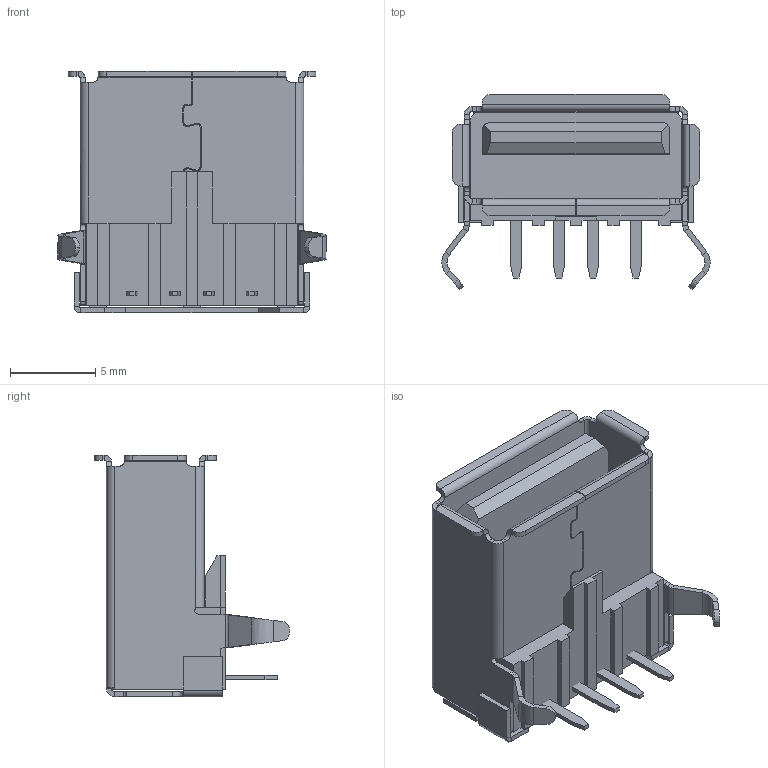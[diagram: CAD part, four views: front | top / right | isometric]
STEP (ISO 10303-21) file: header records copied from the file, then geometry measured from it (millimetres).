
FILE_DESCRIPTION(('FreeCAD Model'),'2;1');
FILE_NAME('USB_A_H.step', '2018-04-14T07:56:42',('Author'),(''), 'Open CASCADE STEP processor 7.1','FreeCAD','Unknown');
FILE_SCHEMA(('AUTOMOTIVE_DESIGN { 1 0 10303 214 1 1 1 1 }'));
Length unit declared in the file: millimetre
Products named in the file (6): _001_001_01000005; _001_001_01000004; _001_001_01000003; _001_001_01000002; _001_001_01000001; _001_001_01000
Bounding box: 15.7 x 11.42 x 14.15 mm (x, y, z)
Volume: 720.5 mm3; surface area: 5390.6 mm2
Topology: 6 solids, 502 shells, 1470 faces, 5132 edges, 4170 vertices
Faces by surface type: bspline 1032, revolution 438
Entity records: 62935 total; most frequent: CARTESIAN_POINT 16043, ORIENTED_EDGE 7698, DIRECTION 6978, EDGE_CURVE 5132, LINE 4314, VECTOR 4314, VERTEX_POINT 4170, FACE_BOUND 1473
